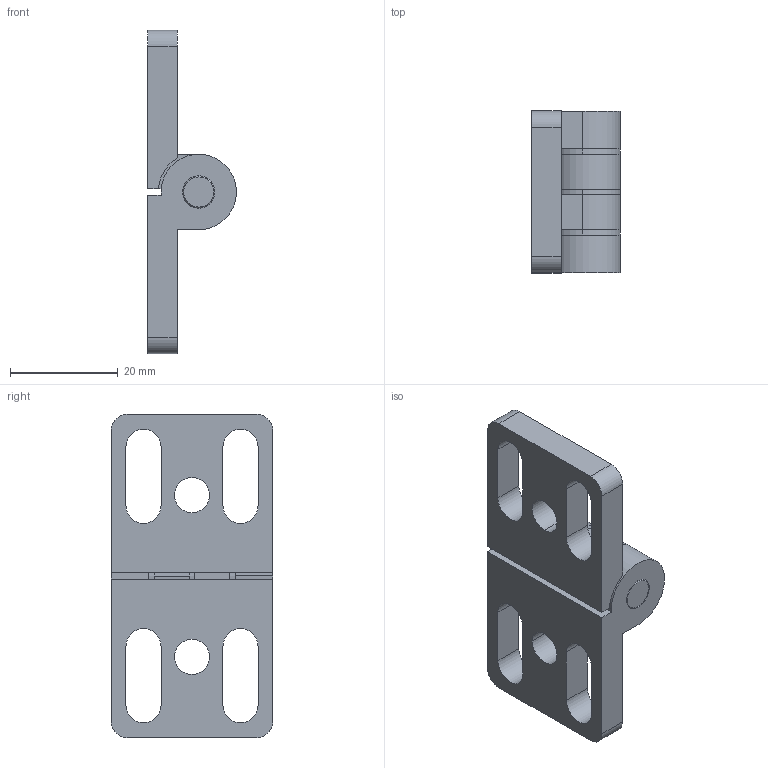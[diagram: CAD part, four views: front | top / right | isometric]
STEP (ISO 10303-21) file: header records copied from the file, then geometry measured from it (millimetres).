
FILE_DESCRIPTION (( 'STEP AP214' ), '1' );
FILE_NAME ('6228735', '2019-02-04T09:02:53', ( '' ), ('JUGARD+KÜNSTNER GmbH'), 'SwSTEP 2.0', 'SolidWorks 2017', '' );
FILE_SCHEMA (( 'AUTOMOTIVE_DESIGN' ));
Length unit declared in the file: millimetre
Products named in the file (1): 6228735_CNAJF00
Bounding box: 16.5 x 30 x 60 mm (x, y, z)
Volume: 10919.7 mm3; surface area: 6113.3 mm2
Topology: 1 solids, 1 shells, 80 faces, 218 edges, 144 vertices
Faces by surface type: cylinder 44, plane 32, cone 4
Entity records: 2760 total; most frequent: DIRECTION 472, CARTESIAN_POINT 443, ORIENTED_EDGE 436, EDGE_CURVE 218, AXIS2_PLACEMENT_3D 173, VERTEX_POINT 144, LINE 126, VECTOR 126
